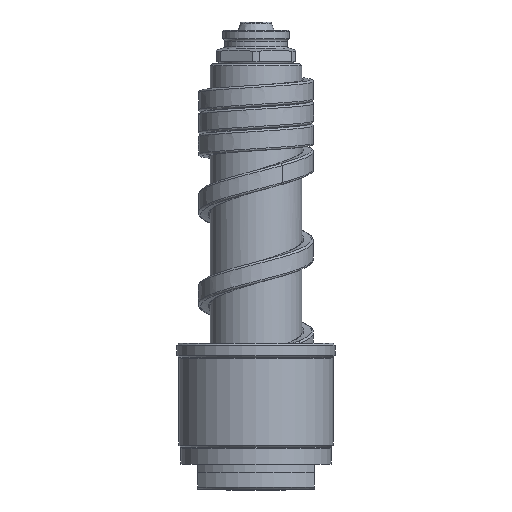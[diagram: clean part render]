
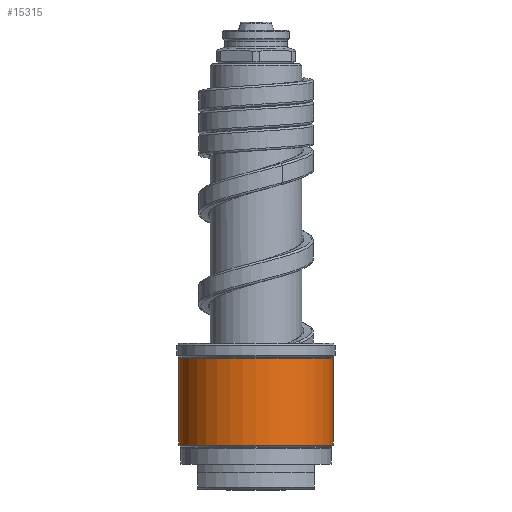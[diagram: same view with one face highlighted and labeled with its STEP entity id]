
A CAD part, front view. The second image highlights one B-rep face of the part: STEP entity #15315.
In plain terms, the highlighted cylindrical face has radius 18.5 mm (diameter 37 mm), a partial arc.
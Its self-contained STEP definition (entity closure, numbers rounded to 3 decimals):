
#5685=CARTESIAN_POINT('',(0.,0.,10.583));
#5686=DIRECTION('',(0.,0.,1.));
#5687=DIRECTION('',(-1.,0.,0.));
#5688=AXIS2_PLACEMENT_3D('',#5685,#5686,#5687);
#5690=DIRECTION('',(0.,0.,-1.));
#5691=VECTOR('',#5690,20.834);
#5692=CARTESIAN_POINT('',(-18.5,0.,31.417));
#5693=LINE('',#5692,#5691);
#5694=CARTESIAN_POINT('',(0.,0.,31.417));
#5695=DIRECTION('',(0.,0.,1.));
#5696=DIRECTION('',(-1.,0.,0.));
#5697=AXIS2_PLACEMENT_3D('',#5694,#5695,#5696);
#5699=DIRECTION('',(0.,0.,-1.));
#5700=VECTOR('',#5699,20.834);
#5701=CARTESIAN_POINT('',(18.5,0.,31.417));
#5702=LINE('',#5701,#5700);
#6039=CARTESIAN_POINT('',(18.5,0.,31.417));
#6040=CARTESIAN_POINT('',(-18.5,0.,31.417));
#6041=VERTEX_POINT('',#6039);
#6042=VERTEX_POINT('',#6040);
#6065=CARTESIAN_POINT('',(18.5,0.,10.583));
#6066=VERTEX_POINT('',#6065);
#6067=CARTESIAN_POINT('',(-18.5,0.,10.583));
#6068=VERTEX_POINT('',#6067);
#15303=CARTESIAN_POINT('',(0.,0.,8.75));
#15304=DIRECTION('',(0.,0.,1.));
#15305=DIRECTION('',(-1.,0.,0.));
#15306=AXIS2_PLACEMENT_3D('',#15303,#15304,#15305);
#15307=CYLINDRICAL_SURFACE('',#15306,18.5);
#15308=ORIENTED_EDGE('',*,*,#13448,.F.);
#15309=ORIENTED_EDGE('',*,*,#13429,.F.);
#15311=ORIENTED_EDGE('',*,*,#15310,.T.);
#15312=ORIENTED_EDGE('',*,*,#13425,.T.);
#15313=EDGE_LOOP('',(#15308,#15309,#15311,#15312));
#15314=FACE_OUTER_BOUND('',#15313,.F.);
#5689=CIRCLE('',#5688,18.5);
#5698=CIRCLE('',#5697,18.5);
#13425=EDGE_CURVE('',#6041,#6066,#5702,.T.);
#13429=EDGE_CURVE('',#6042,#6068,#5693,.T.);
#13448=EDGE_CURVE('',#6068,#6066,#5689,.T.);
#15310=EDGE_CURVE('',#6042,#6041,#5698,.T.);
#15315=ADVANCED_FACE('',(#15314),#15307,.T.);
